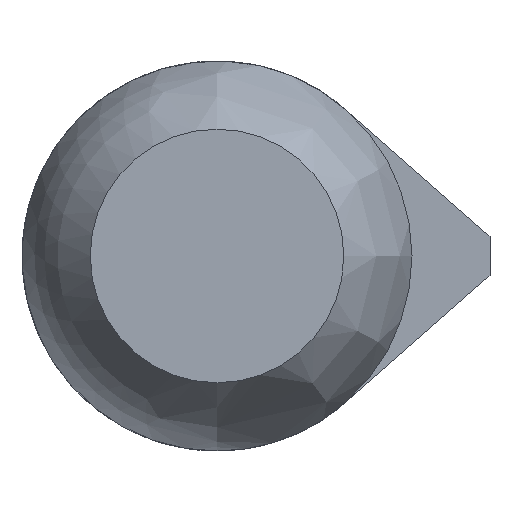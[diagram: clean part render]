
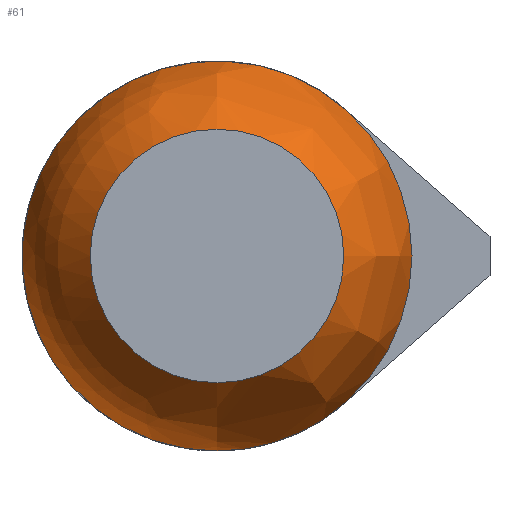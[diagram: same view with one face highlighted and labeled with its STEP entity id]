
A CAD part, front view. The second image highlights one B-rep face of the part: STEP entity #61.
In plain terms, the highlighted free-form (B-spline) face has degree [3, 3] with [4, 7] control points.
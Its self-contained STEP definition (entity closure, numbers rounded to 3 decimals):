
#61 = ADVANCED_FACE( '', ( #133, #134 ), #135, .T. );
#133 = FACE_OUTER_BOUND( '', #213, .T. );
#134 = FACE_OUTER_BOUND( '', #214, .T. );
#135 = ( BOUNDED_SURFACE(  )B_SPLINE_SURFACE( 3, 3, ( ( #217, #218, #219, #220, #221, #222, #223 ), ( #224, #225, #226, #227, #228, #229, #230 ), ( #231, #232, #233, #234, #235, #236, #237 ), ( #238, #239, #240, #241, #242, #243, #244 ) ), .UNSPECIFIED., .F., .T., .F. )B_SPLINE_SURFACE_WITH_KNOTS( ( 4, 4 ), ( 4, 3, 4 ), ( 0., 6.283 ), ( 0.131, 0.464, 0.796 ), .UNSPECIFIED. )GEOMETRIC_REPRESENTATION_ITEM(  )RATIONAL_B_SPLINE_SURFACE( ( ( 1., 0.333, 0.333, 1., 0.333, 0.333, 1. ), ( 0.964, 0.321, 0.321, 0.964, 0.321, 0.321, 0.964 ), ( 0.964, 0.321, 0.321, 0.964, 0.321, 0.321, 0.964 ), ( 1., 0.333, 0.333, 1., 0.333, 0.333, 1. ) ) )REPRESENTATION_ITEM( '' )SURFACE(  ) );
#213 = EDGE_LOOP( '', ( #383, #384 ) );
#214 = EDGE_LOOP( '', ( #385 ) );
#217 = CARTESIAN_POINT( '', ( 0., -34.25, -3.25 ) );
#218 = CARTESIAN_POINT( '', ( 6.5, -34.25, -3.25 ) );
#219 = CARTESIAN_POINT( '', ( 6.5, -34.25, 3.25 ) );
#220 = CARTESIAN_POINT( '', ( 0., -34.25, 3.25 ) );
#221 = CARTESIAN_POINT( '', ( -6.5, -34.25, 3.25 ) );
#222 = CARTESIAN_POINT( '', ( -6.5, -34.25, -3.25 ) );
#223 = CARTESIAN_POINT( '', ( 0., -34.25, -3.25 ) );
#224 = CARTESIAN_POINT( '', ( 0., -33.303, -4.217 ) );
#225 = CARTESIAN_POINT( '', ( 8.434, -33.303, -4.217 ) );
#226 = CARTESIAN_POINT( '', ( 8.434, -33.303, 4.217 ) );
#227 = CARTESIAN_POINT( '', ( 0., -33.303, 4.217 ) );
#228 = CARTESIAN_POINT( '', ( -8.434, -33.303, 4.217 ) );
#229 = CARTESIAN_POINT( '', ( -8.434, -33.303, -4.217 ) );
#230 = CARTESIAN_POINT( '', ( 0., -33.303, -4.217 ) );
#231 = CARTESIAN_POINT( '', ( 0., -32.092, -4.823 ) );
#232 = CARTESIAN_POINT( '', ( 9.645, -32.092, -4.823 ) );
#233 = CARTESIAN_POINT( '', ( 9.645, -32.092, 4.823 ) );
#234 = CARTESIAN_POINT( '', ( 0., -32.092, 4.823 ) );
#235 = CARTESIAN_POINT( '', ( -9.645, -32.092, 4.823 ) );
#236 = CARTESIAN_POINT( '', ( -9.645, -32.092, -4.823 ) );
#237 = CARTESIAN_POINT( '', ( 0., -32.092, -4.823 ) );
#238 = CARTESIAN_POINT( '', ( 0., -30.75, -5. ) );
#239 = CARTESIAN_POINT( '', ( 10., -30.75, -5. ) );
#240 = CARTESIAN_POINT( '', ( 10., -30.75, 5. ) );
#241 = CARTESIAN_POINT( '', ( 0., -30.75, 5. ) );
#242 = CARTESIAN_POINT( '', ( -10., -30.75, 5. ) );
#243 = CARTESIAN_POINT( '', ( -10., -30.75, -5. ) );
#244 = CARTESIAN_POINT( '', ( 0., -30.75, -5. ) );
#383 = ORIENTED_EDGE( '', *, *, #498, .F. );
#384 = ORIENTED_EDGE( '', *, *, #494, .F. );
#385 = ORIENTED_EDGE( '', *, *, #479, .F. );
#479 = EDGE_CURVE( '', #540, #540, #541, .T. );
#494 = EDGE_CURVE( '', #565, #567, #568, .T. );
#498 = EDGE_CURVE( '', #567, #565, #573, .T. );
#540 = VERTEX_POINT( '', #621 );
#541 = CIRCLE( '', #622, 3.25 );
#565 = VERTEX_POINT( '', #649 );
#567 = VERTEX_POINT( '', #652 );
#568 = CIRCLE( '', #653, 5. );
#573 = CIRCLE( '', #660, 5. );
#621 = CARTESIAN_POINT( '', ( 0., -34.25, -3.25 ) );
#622 = AXIS2_PLACEMENT_3D( '', #713, #714, #715 );
#649 = CARTESIAN_POINT( '', ( 3.303, -30.75, -3.753 ) );
#652 = CARTESIAN_POINT( '', ( 3.303, -30.75, 3.753 ) );
#653 = AXIS2_PLACEMENT_3D( '', #738, #739, #740 );
#660 = AXIS2_PLACEMENT_3D( '', #743, #744, #745 );
#713 = CARTESIAN_POINT( '', ( 0., -34.25, 0. ) );
#714 = DIRECTION( '', ( 0., -1., 0. ) );
#715 = DIRECTION( '', ( 0., 0., -1. ) );
#738 = CARTESIAN_POINT( '', ( 0., -30.75, 0. ) );
#739 = DIRECTION( '', ( 0., 1., 0. ) );
#740 = DIRECTION( '', ( 1., 0., 0. ) );
#743 = CARTESIAN_POINT( '', ( 0., -30.75, 0. ) );
#744 = DIRECTION( '', ( 0., 1., 0. ) );
#745 = DIRECTION( '', ( 0., 0., 1. ) );
